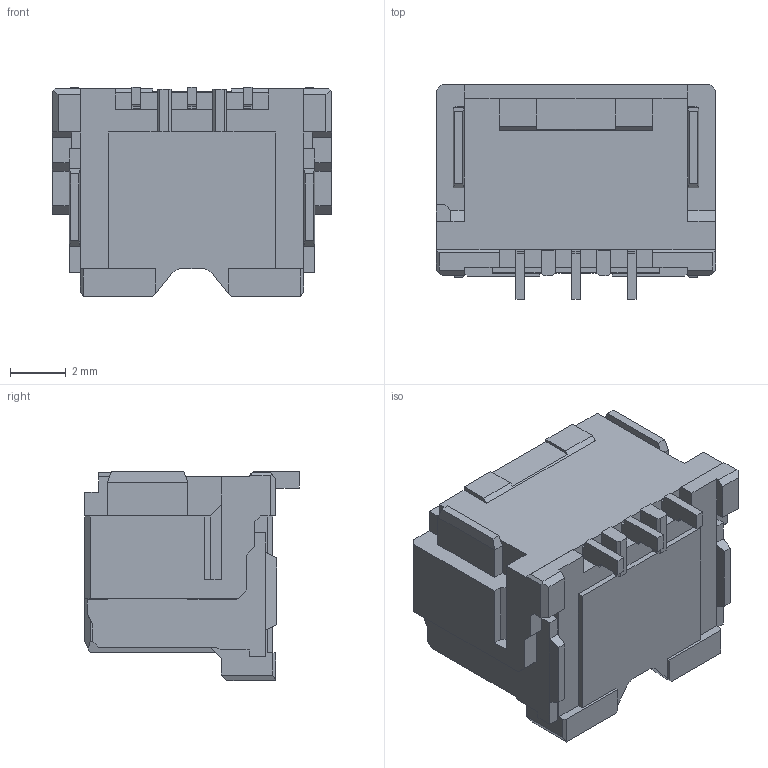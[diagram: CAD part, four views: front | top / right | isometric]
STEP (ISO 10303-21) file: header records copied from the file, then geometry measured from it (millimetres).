
FILE_DESCRIPTION((''),'2;1');
FILE_NAME('5024430370','2018-03-15T',('ksrinivasara'),(''),'PRO/ENGINEER BY PARAMETRIC TECHNOLOGY CORPORATION, 2012310','PRO/ENGINEER BY PARAMETRIC TECHNOLOGY CORPORATION, 2012310','');
FILE_SCHEMA(('CONFIG_CONTROL_DESIGN'));
Length unit declared in the file: millimetre
Products named in the file (1): 5024430370
Bounding box: 10 x 7.7 x 7.5 mm (x, y, z)
Volume: 251.8 mm3; surface area: 608.2 mm2
Topology: 1 solids, 1 shells, 373 faces, 1094 edges, 715 vertices
Faces by surface type: plane 343, cylinder 28, cone 2
Entity records: 12155 total; most frequent: CARTESIAN_POINT 2228, ORIENTED_EDGE 2148, DIRECTION 1874, EDGE_CURVE 1074, VECTOR 1026, LINE 1026, VERTEX_POINT 695, AXIS2_PLACEMENT_3D 424
